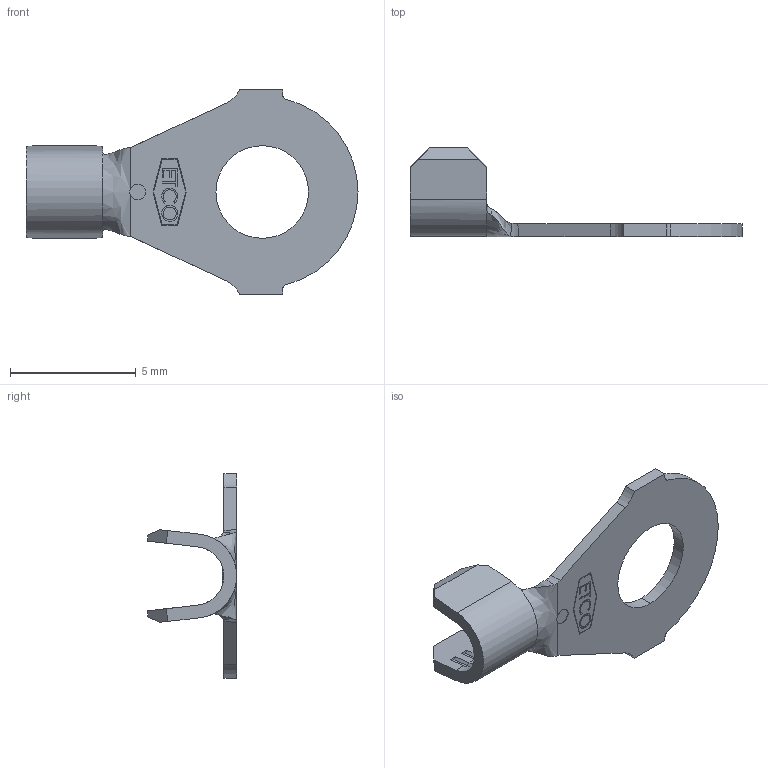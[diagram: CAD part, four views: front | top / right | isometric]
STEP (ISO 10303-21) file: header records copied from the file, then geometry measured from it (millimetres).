
FILE_DESCRIPTION (( 'STEP AP203' ), '1' );
FILE_NAME ('00972.STEP', '2015-02-06T15:58:12', ( '' ), ( '' ), 'SwSTEP 2.0', 'SolidWorks 2014', '' );
FILE_SCHEMA (( 'CONFIG_CONTROL_DESIGN' ));
Length unit declared in the file: inch
Products named in the file (1): 00972
Bounding box: 13.21 x 3.56 x 8.13 mm (x, y, z)
Volume: 35.7 mm3; surface area: 173.6 mm2
Topology: 1 solids, 1 shells, 149 faces, 388 edges, 248 vertices
Faces by surface type: plane 97, bspline 25, cylinder 19, cone 8
Entity records: 6009 total; most frequent: CARTESIAN_POINT 2447, ORIENTED_EDGE 776, DIRECTION 620, EDGE_CURVE 388, VECTOR 282, LINE 282, VERTEX_POINT 248, AXIS2_PLACEMENT_3D 169
